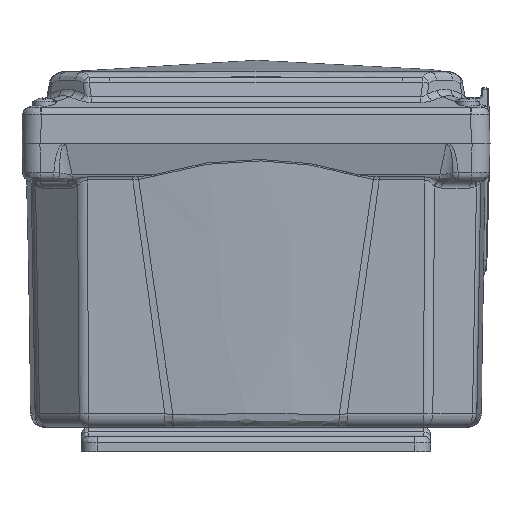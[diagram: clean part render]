
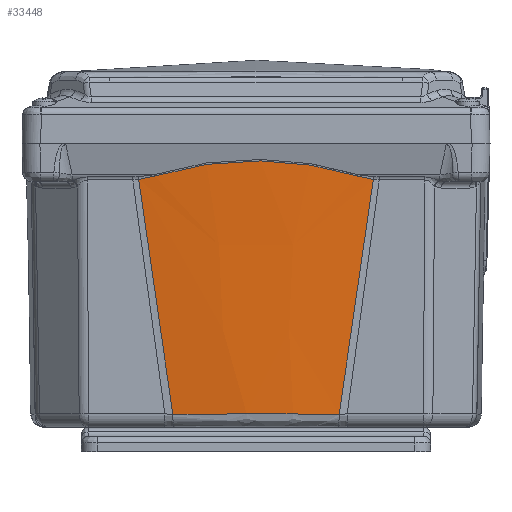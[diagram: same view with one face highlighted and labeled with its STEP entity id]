
A CAD part, front view. The second image highlights one B-rep face of the part: STEP entity #33448.
In plain terms, the highlighted free-form (B-spline) face has degree [3, 3] with [8, 4] control points.
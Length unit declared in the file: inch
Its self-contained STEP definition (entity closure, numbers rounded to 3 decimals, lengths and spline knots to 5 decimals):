
#9822=CARTESIAN_POINT('',(-3.77611,-3.08522,
1.16169));
#9836=CARTESIAN_POINT('',(-0.49906,-3.13965,
1.63866));
#9837=CARTESIAN_POINT('',(-0.87758,-3.13325,
1.58394));
#9838=CARTESIAN_POINT('',(-1.62504,-3.12066,
1.47568));
#9839=CARTESIAN_POINT('',(-2.71821,-3.10246,
1.31664));
#9840=CARTESIAN_POINT('',(-3.42676,-3.09087,
1.21297));
#9841=CARTESIAN_POINT('',(-3.77611,-3.08522,
1.16169));
#9847=CARTESIAN_POINT('',(-0.49906,-3.13965,
1.63866));
#10133=CARTESIAN_POINT('',(-0.45095,-3.15789,
1.4144));
#10134=CARTESIAN_POINT('',(-0.39534,-3.17176,
1.23599));
#10135=CARTESIAN_POINT('',(-0.30508,-3.19427,
0.8686));
#10136=CARTESIAN_POINT('',(-0.23572,-3.21156,
0.29194));
#10137=CARTESIAN_POINT('',(-0.23572,-3.21156,
-0.29193));
#10138=CARTESIAN_POINT('',(-0.30508,-3.19427,
-0.86859));
#10139=CARTESIAN_POINT('',(-0.39534,-3.17176,
-1.23599));
#10140=CARTESIAN_POINT('',(-0.45096,-3.15789,
-1.4144));
#10156=CARTESIAN_POINT('',(-0.49906,-3.13965,
1.63866));
#10157=CARTESIAN_POINT('',(-0.49647,-3.14101,
1.62294));
#10158=CARTESIAN_POINT('',(-0.49079,-3.14383,
1.58997));
#10159=CARTESIAN_POINT('',(-0.48086,-3.14825,
1.53609));
#10160=CARTESIAN_POINT('',(-0.46824,-3.15301,
1.47757));
#10161=CARTESIAN_POINT('',(-0.45717,-3.15626,
1.43588));
#10162=CARTESIAN_POINT('',(-0.45095,-3.15789,
1.4144));
#10177=CARTESIAN_POINT('',(-0.45096,-3.15789,
-1.4144));
#10178=CARTESIAN_POINT('',(-0.45476,-3.15645,
-1.43601));
#10179=CARTESIAN_POINT('',(-0.46859,-3.15307,
-1.47749));
#10180=CARTESIAN_POINT('',(-0.48108,-3.14817,
-1.53588));
#10181=CARTESIAN_POINT('',(-0.49056,-3.14389,
-1.58981));
#10182=CARTESIAN_POINT('',(-0.49648,-3.14101,
-1.62287));
#10183=CARTESIAN_POINT('',(-0.49906,-3.13965,
-1.63866));
#10593=CARTESIAN_POINT('',(-3.77611,-3.08522,
-1.16169));
#10594=CARTESIAN_POINT('',(-3.42676,-3.09087,
-1.21297));
#10595=CARTESIAN_POINT('',(-2.7182,-3.10246,
-1.31664));
#10596=CARTESIAN_POINT('',(-1.62501,-3.12066,
-1.47568));
#10597=CARTESIAN_POINT('',(-0.87757,-3.13325,
-1.58394));
#10598=CARTESIAN_POINT('',(-0.49906,-3.13965,
-1.63866));
#10619=CARTESIAN_POINT('',(-3.77611,-3.08522,
1.16169));
#10620=CARTESIAN_POINT('',(-3.77487,-3.1136,
0.90478));
#10621=CARTESIAN_POINT('',(-3.77321,-3.15151,
0.3886));
#10622=CARTESIAN_POINT('',(-3.77321,-3.15151,
-0.3886));
#10623=CARTESIAN_POINT('',(-3.77487,-3.1136,
-0.90478));
#10624=CARTESIAN_POINT('',(-3.77611,-3.08522,
-1.16169));
#12958=VERTEX_POINT('',#9822);
#12960=VERTEX_POINT('',#10624);
#13752=VERTEX_POINT('',#9847);
#13754=VERTEX_POINT('',#10162);
#13756=VERTEX_POINT('',#10140);
#13758=VERTEX_POINT('',#10183);
#33403=CARTESIAN_POINT('',(-0.1653,-3.14004,
1.75194));
#33404=CARTESIAN_POINT('',(-1.3925,-3.11862,
1.57584));
#33405=CARTESIAN_POINT('',(-2.6197,-3.0972,
1.39974));
#33406=CARTESIAN_POINT('',(-3.84691,-3.07578,
1.22364));
#33407=CARTESIAN_POINT('',(-0.1653,-3.14074,
1.74351));
#33408=CARTESIAN_POINT('',(-1.3925,-3.11932,
1.56826));
#33409=CARTESIAN_POINT('',(-2.6197,-3.0979,
1.39301));
#33410=CARTESIAN_POINT('',(-3.84691,-3.07648,
1.21776));
#33411=CARTESIAN_POINT('',(-0.1653,-3.17275,
1.35223));
#33412=CARTESIAN_POINT('',(-1.3925,-3.15132,
1.21653));
#33413=CARTESIAN_POINT('',(-2.6197,-3.1299,
1.08082));
#33414=CARTESIAN_POINT('',(-3.84691,-3.10847,
0.94511));
#33415=CARTESIAN_POINT('',(-0.1653,-3.21471,
0.57639));
#33416=CARTESIAN_POINT('',(-1.3925,-3.19329,
0.51866));
#33417=CARTESIAN_POINT('',(-2.6197,-3.17188,
0.46093));
#33418=CARTESIAN_POINT('',(-3.84691,-3.15046,
0.40321));
#33419=CARTESIAN_POINT('',(-0.1653,-3.21471,
-0.57639));
#33420=CARTESIAN_POINT('',(-1.3925,-3.19329,
-0.51866));
#33421=CARTESIAN_POINT('',(-2.6197,-3.17188,
-0.46093));
#33422=CARTESIAN_POINT('',(-3.84691,-3.15046,
-0.40321));
#33423=CARTESIAN_POINT('',(-0.1653,-3.17275,
-1.35223));
#33424=CARTESIAN_POINT('',(-1.3925,-3.15132,
-1.21653));
#33425=CARTESIAN_POINT('',(-2.6197,-3.1299,
-1.08082));
#33426=CARTESIAN_POINT('',(-3.84691,-3.10847,
-0.94511));
#33427=CARTESIAN_POINT('',(-0.1653,-3.14074,
-1.74351));
#33428=CARTESIAN_POINT('',(-1.3925,-3.11932,
-1.56826));
#33429=CARTESIAN_POINT('',(-2.6197,-3.0979,
-1.39301));
#33430=CARTESIAN_POINT('',(-3.84691,-3.07648,
-1.21776));
#33431=CARTESIAN_POINT('',(-0.1653,-3.14004,
-1.75194));
#33432=CARTESIAN_POINT('',(-1.3925,-3.11862,
-1.57584));
#33433=CARTESIAN_POINT('',(-2.6197,-3.0972,
-1.39974));
#33434=CARTESIAN_POINT('',(-3.84691,-3.07578,
-1.22364));
#33435=B_SPLINE_SURFACE_WITH_KNOTS('',3,3,((#33403,#33404,#33405,#33406),
(#33407,#33408,#33409,#33410),(#33411,#33412,#33413,#33414),(#33415,#33416,
#33417,#33418),(#33419,#33420,#33421,#33422),(#33423,#33424,#33425,#33426),(
#33427,#33428,#33429,#33430),(#33431,#33432,#33433,#33434)),.UNSPECIFIED.,.F.,
.F.,.F.,(4,1,1,1,1,4),(4,4),(-0.00735,0.,0.33333,
0.66667,1.,1.00735),(0.04174,0.97144),
.UNSPECIFIED.);
#33437=ORIENTED_EDGE('',*,*,#33436,.T.);
#33438=ORIENTED_EDGE('',*,*,#33393,.T.);
#33440=ORIENTED_EDGE('',*,*,#33439,.T.);
#33442=ORIENTED_EDGE('',*,*,#33441,.F.);
#33444=ORIENTED_EDGE('',*,*,#33443,.F.);
#33445=ORIENTED_EDGE('',*,*,#32855,.F.);
#33446=EDGE_LOOP('',(#33437,#33438,#33440,#33442,#33444,#33445));
#33447=FACE_OUTER_BOUND('',#33446,.F.);
#33448=ADVANCED_FACE('',(#33447),#33435,.F.);
#9842=B_SPLINE_CURVE_WITH_KNOTS('',3,(#9836,#9837,#9838,#9839,#9840,#9841),
.UNSPECIFIED.,.F.,.F.,(4,1,1,4),(0.,0.33333,0.66667,1.),
.UNSPECIFIED.);
#10141=B_SPLINE_CURVE_WITH_KNOTS('',3,(#10133,#10134,#10135,#10136,#10137,
#10138,#10139,#10140),.UNSPECIFIED.,.F.,.F.,(4,1,1,1,1,4),(0.,0.2,0.4,
0.6,0.8,1.),.UNSPECIFIED.);
#10163=B_SPLINE_CURVE_WITH_KNOTS('',3,(#10156,#10157,#10158,#10159,#10160,
#10161,#10162),.UNSPECIFIED.,.F.,.F.,(4,1,1,1,4),(0.,0.25,0.5,0.75,
1.),.UNSPECIFIED.);
#10184=B_SPLINE_CURVE_WITH_KNOTS('',3,(#10177,#10178,#10179,#10180,#10181,
#10182,#10183),.UNSPECIFIED.,.F.,.F.,(4,1,1,1,4),(0.,0.25,0.5,0.75,
1.),.UNSPECIFIED.);
#10599=B_SPLINE_CURVE_WITH_KNOTS('',3,(#10593,#10594,#10595,#10596,#10597,
#10598),.UNSPECIFIED.,.F.,.F.,(4,1,1,4),(0.,0.33333,
0.66667,1.),.UNSPECIFIED.);
#10625=B_SPLINE_CURVE_WITH_KNOTS('',3,(#10619,#10620,#10621,#10622,#10623,
#10624),.UNSPECIFIED.,.F.,.F.,(4,1,1,4),(0.,0.33333,
0.66667,1.),.UNSPECIFIED.);
#32855=EDGE_CURVE('',#13752,#12958,#9842,.T.);
#33393=EDGE_CURVE('',#13754,#13756,#10141,.T.);
#33436=EDGE_CURVE('',#13752,#13754,#10163,.T.);
#33439=EDGE_CURVE('',#13756,#13758,#10184,.T.);
#33441=EDGE_CURVE('',#12960,#13758,#10599,.T.);
#33443=EDGE_CURVE('',#12958,#12960,#10625,.T.);
